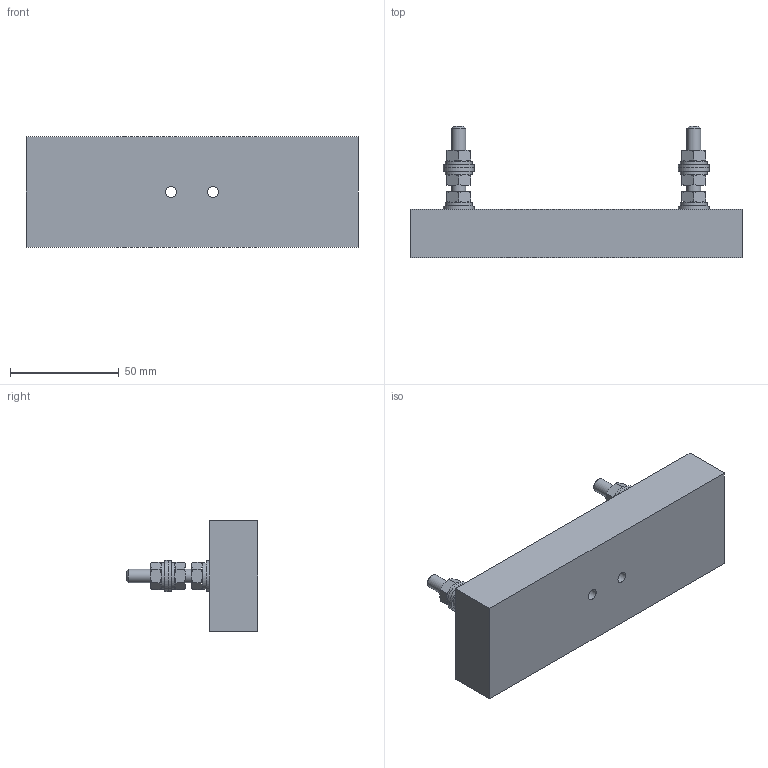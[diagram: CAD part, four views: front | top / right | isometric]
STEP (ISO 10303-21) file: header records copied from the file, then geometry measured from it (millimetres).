
FILE_DESCRIPTION (( 'STEP AP214' ), '1' );
FILE_NAME ('701329revO.STEP', '2017-04-05T12:44:56', ( '' ), ( '' ), 'SwSTEP 2.0', 'SolidWorks 2016', '' );
FILE_SCHEMA (( 'AUTOMOTIVE_DESIGN' ));
Length unit declared in the file: inch
Products named in the file (1): 701329revO
Bounding box: 152.4 x 60.45 x 50.8 mm (x, y, z)
Surface area: 30921.6 mm2 (no closed solid volume)
Topology: 0 solids, 21 shells, 136 faces, 334 edges, 218 vertices
Faces by surface type: plane 64, cone 54, cylinder 18
Full cylindrical faces by diameter (mm): 5.105 x2, 6.35 x2, 12.7 x2, 14.275 x6
Entity records: 6131 total; most frequent: CARTESIAN_POINT 1513, DIRECTION 562, ORIENTED_EDGE 510, EDGE_CURVE 310, AXIS2_PLACEMENT_3D 241, VERTEX_POINT 212, EDGE_LOOP 166, FACE_OUTER_BOUND 146
